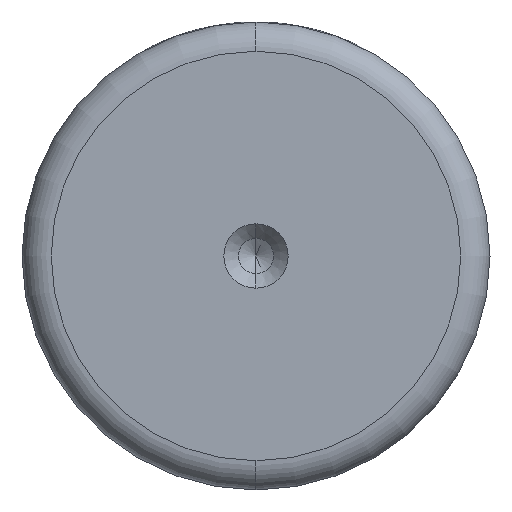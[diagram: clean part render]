
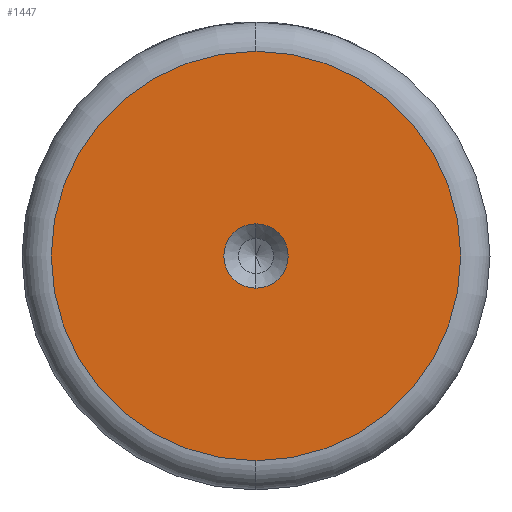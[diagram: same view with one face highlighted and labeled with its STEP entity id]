
A CAD part, left-side view. The second image highlights one B-rep face of the part: STEP entity #1447.
In plain terms, the highlighted planar face has unit normal (-1, 0, 0).
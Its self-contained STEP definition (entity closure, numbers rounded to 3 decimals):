
#3 = DIRECTION ( 'NONE',  ( -1., 0., 0. ) ) ;
#5 = CIRCLE ( 'NONE', #572, 3.3 ) ;
#8 = EDGE_CURVE ( 'NONE', #725, #867, #141, .T. ) ;
#34 = EDGE_LOOP ( 'NONE', ( #1247, #259 ) ) ;
#128 = DIRECTION ( 'NONE',  ( -1., 0., 0. ) ) ;
#132 = ORIENTED_EDGE ( 'NONE', *, *, #8, .F. ) ;
#135 = CARTESIAN_POINT ( 'NONE',  ( 0., 0., 3.3 ) ) ;
#141 = CIRCLE ( 'NONE', #486, 3.3 ) ;
#203 = EDGE_LOOP ( 'NONE', ( #132, #705 ) ) ;
#212 = DIRECTION ( 'NONE',  ( -1., 0., 0. ) ) ;
#230 = FACE_OUTER_BOUND ( 'NONE', #34, .T. ) ;
#259 = ORIENTED_EDGE ( 'NONE', *, *, #1407, .T. ) ;
#317 = FACE_BOUND ( 'NONE', #203, .T. ) ;
#371 = EDGE_CURVE ( 'NONE', #867, #725, #5, .T. ) ;
#481 = VERTEX_POINT ( 'NONE', #1327 ) ;
#486 = AXIS2_PLACEMENT_3D ( 'NONE', #1013, #128, #861 ) ;
#488 = CARTESIAN_POINT ( 'NONE',  ( 0., 0., 0. ) ) ;
#523 = AXIS2_PLACEMENT_3D ( 'NONE', #703, #3, #814 ) ;
#572 = AXIS2_PLACEMENT_3D ( 'NONE', #882, #212, #984 ) ;
#676 = AXIS2_PLACEMENT_3D ( 'NONE', #488, #1019, #1466 ) ;
#686 = DIRECTION ( 'NONE',  ( -1., 0., 0. ) ) ;
#703 = CARTESIAN_POINT ( 'NONE',  ( 0., 0., 0. ) ) ;
#705 = ORIENTED_EDGE ( 'NONE', *, *, #371, .F. ) ;
#715 = EDGE_CURVE ( 'NONE', #1449, #481, #1379, .T. ) ;
#725 = VERTEX_POINT ( 'NONE', #135 ) ;
#814 = DIRECTION ( 'NONE',  ( 0., 0., 1. ) ) ;
#861 = DIRECTION ( 'NONE',  ( 0., 0., 1. ) ) ;
#867 = VERTEX_POINT ( 'NONE', #1412 ) ;
#882 = CARTESIAN_POINT ( 'NONE',  ( 0., 0., 0. ) ) ;
#984 = DIRECTION ( 'NONE',  ( 0., 0., 1. ) ) ;
#1013 = CARTESIAN_POINT ( 'NONE',  ( 0., 0., 0. ) ) ;
#1019 = DIRECTION ( 'NONE',  ( -1., 0., 0. ) ) ;
#1175 = CIRCLE ( 'NONE', #1356, 21. ) ;
#1239 = CARTESIAN_POINT ( 'NONE',  ( 0., 0., 21. ) ) ;
#1247 = ORIENTED_EDGE ( 'NONE', *, *, #715, .T. ) ;
#1327 = CARTESIAN_POINT ( 'NONE',  ( 0., 0., -21. ) ) ;
#1342 = CARTESIAN_POINT ( 'NONE',  ( 0., 0., 0. ) ) ;
#1354 = PLANE ( 'NONE',  #676 ) ;
#1356 = AXIS2_PLACEMENT_3D ( 'NONE', #1342, #686, #1455 ) ;
#1379 = CIRCLE ( 'NONE', #523, 21. ) ;
#1407 = EDGE_CURVE ( 'NONE', #481, #1449, #1175, .T. ) ;
#1412 = CARTESIAN_POINT ( 'NONE',  ( 0., 0., -3.3 ) ) ;
#1447 = ADVANCED_FACE ( 'NONE', ( #317, #230 ), #1354, .T. ) ;
#1449 = VERTEX_POINT ( 'NONE', #1239 ) ;
#1455 = DIRECTION ( 'NONE',  ( 0., 0., 1. ) ) ;
#1466 = DIRECTION ( 'NONE',  ( 0., 0., 1. ) ) ;
